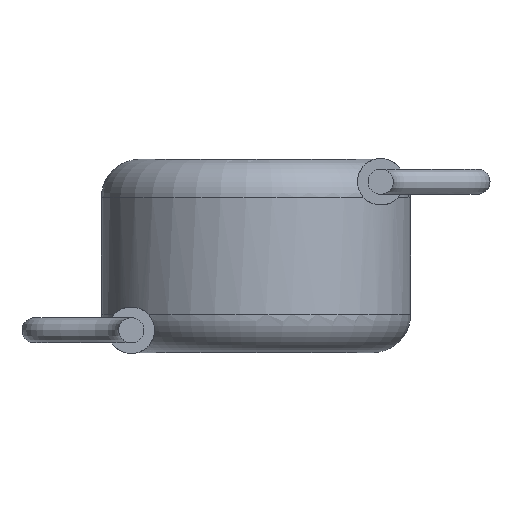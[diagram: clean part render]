
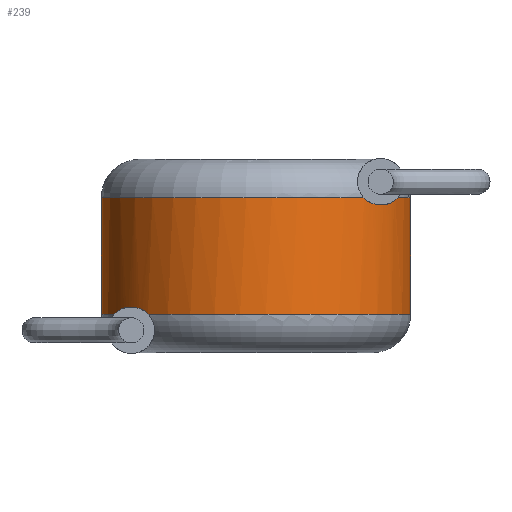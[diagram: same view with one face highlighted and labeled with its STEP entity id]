
A CAD part, front view. The second image highlights one B-rep face of the part: STEP entity #239.
In plain terms, the highlighted cylindrical face has radius 4 mm (diameter 8 mm), a partial arc.
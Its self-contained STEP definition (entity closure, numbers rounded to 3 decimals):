
#22 = EDGE_CURVE ( 'NONE', #1086, #2394, #3706, .T. ) ;
#29 = AXIS2_PLACEMENT_3D ( 'NONE', #2807, #2093, #2227 ) ;
#79 = CARTESIAN_POINT ( 'NONE',  ( 0., 0., 4. ) ) ;
#96 = ORIENTED_EDGE ( 'NONE', *, *, #3123, .F. ) ;
#104 = CARTESIAN_POINT ( 'NONE',  ( 2.859, -2.799, 3.931 ) ) ;
#168 = CARTESIAN_POINT ( 'NONE',  ( 3.598, -1.747, 4. ) ) ;
#210 = CARTESIAN_POINT ( 'NONE',  ( 3.222, -2.37, 3.818 ) ) ;
#233 = EDGE_LOOP ( 'NONE', ( #542, #1027, #3319, #3027, #1946, #2678, #1102, #3079, #3409, #3469, #96, #2610 ) ) ;
#239 = ADVANCED_FACE ( 'NONE', ( #3054 ), #3556, .T. ) ;
#299 = CARTESIAN_POINT ( 'NONE',  ( 3.355, -2.18, 3.83 ) ) ;
#319 = CARTESIAN_POINT ( 'NONE',  ( -3.154, -2.463, 1.182 ) ) ;
#338 = VERTEX_POINT ( 'NONE', #1384 ) ;
#343 = DIRECTION ( 'NONE',  ( 1., 0., 0. ) ) ;
#365 = CARTESIAN_POINT ( 'NONE',  ( 4., 0., 5. ) ) ;
#370 = CARTESIAN_POINT ( 'NONE',  ( -2.792, -2.864, 1. ) ) ;
#394 = B_SPLINE_CURVE_WITH_KNOTS ( 'NONE', 3,
 ( #831, #3082, #3096, #2810, #2822, #4079 ),
 .UNSPECIFIED., .F., .F.,
 ( 4, 2, 4 ),
 ( 0., 0., 0.001 ),
 .UNSPECIFIED. ) ;
#457 = CARTESIAN_POINT ( 'NONE',  ( -4., 0., 4. ) ) ;
#542 = ORIENTED_EDGE ( 'NONE', *, *, #1812, .F. ) ;
#545 = CARTESIAN_POINT ( 'NONE',  ( 2.792, -2.864, 4. ) ) ;
#575 = CIRCLE ( 'NONE', #2827, 4. ) ;
#597 = CARTESIAN_POINT ( 'NONE',  ( 3.562, -1.823, 3.932 ) ) ;
#613 = LINE ( 'NONE', #3032, #2981 ) ;
#635 = CARTESIAN_POINT ( 'NONE',  ( 3.295, -2.268, 3.823 ) ) ;
#640 = CARTESIAN_POINT ( 'NONE',  ( -3.222, -2.37, 1.182 ) ) ;
#696 = CARTESIAN_POINT ( 'NONE',  ( 0., 0., 1. ) ) ;
#726 = CARTESIAN_POINT ( 'NONE',  ( 0., 0., 4. ) ) ;
#775 = EDGE_CURVE ( 'NONE', #3185, #338, #2806, .T. ) ;
#787 = VERTEX_POINT ( 'NONE', #2626 ) ;
#831 = CARTESIAN_POINT ( 'NONE',  ( -3.598, -1.747, 1. ) ) ;
#922 = VECTOR ( 'NONE', #1937, 1000. ) ;
#958 = CARTESIAN_POINT ( 'NONE',  ( 3.295, -2.268, 3.823 ) ) ;
#987 = EDGE_CURVE ( 'NONE', #2056, #1158, #394, .T. ) ;
#990 = CARTESIAN_POINT ( 'NONE',  ( -2.792, -2.864, 1. ) ) ;
#1005 = DIRECTION ( 'NONE',  ( 0., 0., -1. ) ) ;
#1027 = ORIENTED_EDGE ( 'NONE', *, *, #1979, .T. ) ;
#1055 = B_SPLINE_CURVE_WITH_KNOTS ( 'NONE', 3,
 ( #2559, #597, #4147, #2883, #299, #635 ),
 .UNSPECIFIED., .F., .F.,
 ( 4, 2, 4 ),
 ( 0., 0., 0.001 ),
 .UNSPECIFIED. ) ;
#1085 = CARTESIAN_POINT ( 'NONE',  ( -3.295, -2.268, 1.177 ) ) ;
#1086 = VERTEX_POINT ( 'NONE', #545 ) ;
#1102 = ORIENTED_EDGE ( 'NONE', *, *, #3597, .T. ) ;
#1118 = B_SPLINE_CURVE_WITH_KNOTS ( 'NONE', 3,
 ( #2680, #2695, #2707, #1085 ),
 .UNSPECIFIED., .F., .F.,
 ( 4, 4 ),
 ( 0.001, 0.001 ),
 .UNSPECIFIED. ) ;
#1158 = VERTEX_POINT ( 'NONE', #2538 ) ;
#1247 = EDGE_CURVE ( 'NONE', #1840, #2056, #575, .T. ) ;
#1282 = CIRCLE ( 'NONE', #3062, 4. ) ;
#1283 = AXIS2_PLACEMENT_3D ( 'NONE', #726, #1005, #2320 ) ;
#1384 = CARTESIAN_POINT ( 'NONE',  ( 4., 0., 1. ) ) ;
#1617 = B_SPLINE_CURVE_WITH_KNOTS ( 'NONE', 3,
 ( #4186, #2919, #2241, #958 ),
 .UNSPECIFIED., .F., .F.,
 ( 4, 4 ),
 ( 0.002, 0.003 ),
 .UNSPECIFIED. ) ;
#1653 = EDGE_CURVE ( 'NONE', #3737, #2263, #1055, .T. ) ;
#1726 = LINE ( 'NONE', #365, #922 ) ;
#1795 = EDGE_CURVE ( 'NONE', #2394, #2263, #1617, .T. ) ;
#1812 = EDGE_CURVE ( 'NONE', #787, #338, #1726, .T. ) ;
#1840 = VERTEX_POINT ( 'NONE', #3550 ) ;
#1906 = CARTESIAN_POINT ( 'NONE',  ( -2.934, -2.721, 1.114 ) ) ;
#1915 = CIRCLE ( 'NONE', #1283, 4. ) ;
#1937 = DIRECTION ( 'NONE',  ( 0., 0., -1. ) ) ;
#1946 = ORIENTED_EDGE ( 'NONE', *, *, #22, .F. ) ;
#1979 = EDGE_CURVE ( 'NONE', #787, #3737, #1282, .T. ) ;
#2056 = VERTEX_POINT ( 'NONE', #3666 ) ;
#2093 = DIRECTION ( 'NONE',  ( 0., 0., -1. ) ) ;
#2149 = VERTEX_POINT ( 'NONE', #457 ) ;
#2227 = DIRECTION ( 'NONE',  ( -1., 0., 0. ) ) ;
#2232 = CARTESIAN_POINT ( 'NONE',  ( -3.082, -2.552, 1.17 ) ) ;
#2241 = CARTESIAN_POINT ( 'NONE',  ( 3.271, -2.302, 3.82 ) ) ;
#2263 = VERTEX_POINT ( 'NONE', #2811 ) ;
#2320 = DIRECTION ( 'NONE',  ( 1., 0., 0. ) ) ;
#2327 = DIRECTION ( 'NONE',  ( 0., 0., -1. ) ) ;
#2394 = VERTEX_POINT ( 'NONE', #210 ) ;
#2538 = CARTESIAN_POINT ( 'NONE',  ( -3.295, -2.268, 1.177 ) ) ;
#2559 = CARTESIAN_POINT ( 'NONE',  ( 3.598, -1.747, 4. ) ) ;
#2605 = CARTESIAN_POINT ( 'NONE',  ( -2.86, -2.799, 1.069 ) ) ;
#2610 = ORIENTED_EDGE ( 'NONE', *, *, #775, .T. ) ;
#2626 = CARTESIAN_POINT ( 'NONE',  ( 4., 0., 4. ) ) ;
#2660 = DIRECTION ( 'NONE',  ( 1., 0., 0. ) ) ;
#2678 = ORIENTED_EDGE ( 'NONE', *, *, #3153, .T. ) ;
#2680 = CARTESIAN_POINT ( 'NONE',  ( -3.222, -2.37, 1.182 ) ) ;
#2686 = CARTESIAN_POINT ( 'NONE',  ( 2.934, -2.721, 3.886 ) ) ;
#2695 = CARTESIAN_POINT ( 'NONE',  ( -3.247, -2.336, 1.182 ) ) ;
#2707 = CARTESIAN_POINT ( 'NONE',  ( -3.271, -2.302, 1.18 ) ) ;
#2806 = CIRCLE ( 'NONE', #4057, 4. ) ;
#2807 = CARTESIAN_POINT ( 'NONE',  ( 0., 0., 5. ) ) ;
#2810 = CARTESIAN_POINT ( 'NONE',  ( -3.412, -2.09, 1.16 ) ) ;
#2811 = CARTESIAN_POINT ( 'NONE',  ( 3.295, -2.268, 3.823 ) ) ;
#2822 = CARTESIAN_POINT ( 'NONE',  ( -3.355, -2.18, 1.17 ) ) ;
#2827 = AXIS2_PLACEMENT_3D ( 'NONE', #3547, #3557, #343 ) ;
#2883 = CARTESIAN_POINT ( 'NONE',  ( 3.412, -2.09, 3.84 ) ) ;
#2919 = CARTESIAN_POINT ( 'NONE',  ( 3.247, -2.336, 3.818 ) ) ;
#2969 = DIRECTION ( 'NONE',  ( 1., 0., 0. ) ) ;
#2981 = VECTOR ( 'NONE', #3353, 1000. ) ;
#3011 = CARTESIAN_POINT ( 'NONE',  ( 3.153, -2.464, 3.818 ) ) ;
#3027 = ORIENTED_EDGE ( 'NONE', *, *, #1795, .F. ) ;
#3032 = CARTESIAN_POINT ( 'NONE',  ( -4., 0., 5. ) ) ;
#3054 = FACE_OUTER_BOUND ( 'NONE', #233, .T. ) ;
#3062 = AXIS2_PLACEMENT_3D ( 'NONE', #79, #2327, #2660 ) ;
#3070 = VERTEX_POINT ( 'NONE', #640 ) ;
#3079 = ORIENTED_EDGE ( 'NONE', *, *, #1247, .T. ) ;
#3082 = CARTESIAN_POINT ( 'NONE',  ( -3.562, -1.823, 1.068 ) ) ;
#3084 = B_SPLINE_CURVE_WITH_KNOTS ( 'NONE', 3,
 ( #990, #2605, #1906, #2232, #319, #3545 ),
 .UNSPECIFIED., .F., .F.,
 ( 4, 2, 4 ),
 ( 0., 0., 0.001 ),
 .UNSPECIFIED. ) ;
#3096 = CARTESIAN_POINT ( 'NONE',  ( -3.515, -1.911, 1.11 ) ) ;
#3123 = EDGE_CURVE ( 'NONE', #3185, #3070, #3084, .T. ) ;
#3153 = EDGE_CURVE ( 'NONE', #1086, #2149, #1915, .T. ) ;
#3185 = VERTEX_POINT ( 'NONE', #370 ) ;
#3319 = ORIENTED_EDGE ( 'NONE', *, *, #1653, .T. ) ;
#3334 = CARTESIAN_POINT ( 'NONE',  ( 3.222, -2.37, 3.818 ) ) ;
#3353 = DIRECTION ( 'NONE',  ( 0., 0., -1. ) ) ;
#3358 = CARTESIAN_POINT ( 'NONE',  ( 3.082, -2.553, 3.83 ) ) ;
#3409 = ORIENTED_EDGE ( 'NONE', *, *, #987, .T. ) ;
#3469 = ORIENTED_EDGE ( 'NONE', *, *, #4136, .F. ) ;
#3545 = CARTESIAN_POINT ( 'NONE',  ( -3.222, -2.37, 1.182 ) ) ;
#3547 = CARTESIAN_POINT ( 'NONE',  ( 0., 0., 1. ) ) ;
#3550 = CARTESIAN_POINT ( 'NONE',  ( -4., 0., 1. ) ) ;
#3556 = CYLINDRICAL_SURFACE ( 'NONE', #29, 4. ) ;
#3557 = DIRECTION ( 'NONE',  ( 0., 0., 1. ) ) ;
#3597 = EDGE_CURVE ( 'NONE', #2149, #1840, #613, .T. ) ;
#3607 = DIRECTION ( 'NONE',  ( 0., 0., 1. ) ) ;
#3650 = CARTESIAN_POINT ( 'NONE',  ( 2.792, -2.864, 4. ) ) ;
#3666 = CARTESIAN_POINT ( 'NONE',  ( -3.598, -1.747, 1. ) ) ;
#3706 = B_SPLINE_CURVE_WITH_KNOTS ( 'NONE', 3,
 ( #3650, #104, #2686, #3358, #3011, #3334 ),
 .UNSPECIFIED., .F., .F.,
 ( 4, 2, 4 ),
 ( 0.002, 0.002, 0.002 ),
 .UNSPECIFIED. ) ;
#3737 = VERTEX_POINT ( 'NONE', #168 ) ;
#4057 = AXIS2_PLACEMENT_3D ( 'NONE', #696, #3607, #2969 ) ;
#4079 = CARTESIAN_POINT ( 'NONE',  ( -3.295, -2.268, 1.177 ) ) ;
#4136 = EDGE_CURVE ( 'NONE', #3070, #1158, #1118, .T. ) ;
#4147 = CARTESIAN_POINT ( 'NONE',  ( 3.515, -1.911, 3.89 ) ) ;
#4186 = CARTESIAN_POINT ( 'NONE',  ( 3.222, -2.37, 3.818 ) ) ;
